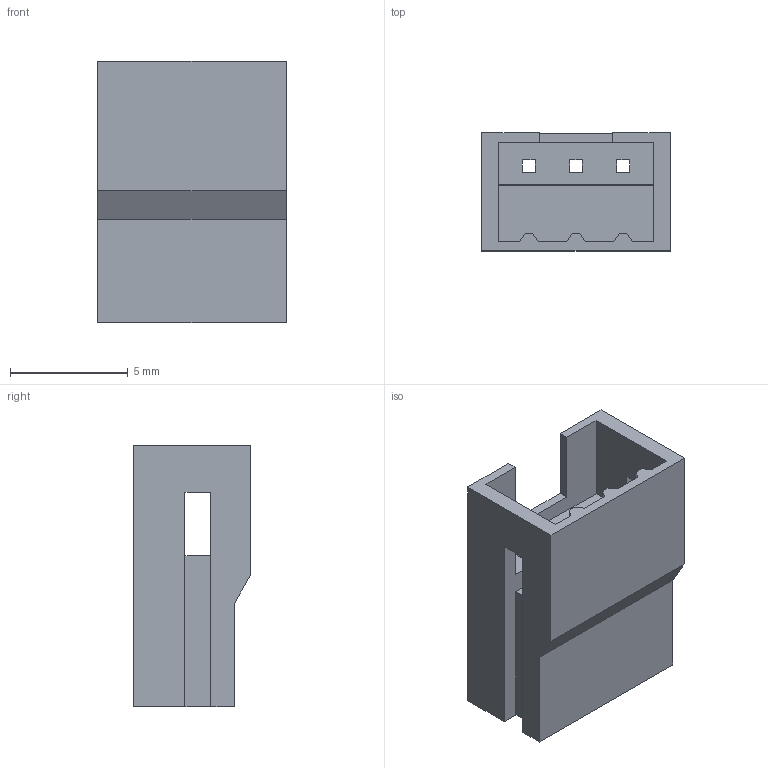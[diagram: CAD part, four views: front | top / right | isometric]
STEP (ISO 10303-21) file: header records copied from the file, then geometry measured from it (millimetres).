
FILE_DESCRIPTION(('OneSpaceDesigner STEP Export'),'2;1');
FILE_NAME('DF3-3EP-2C.stp','2008-02-06T17:41:36',(''),(''),'OneSpace Designer STEP processor for AP214 (Solid Model)','OneSpace Modeling 15.00A 14-Mar-2007 (C) CoCreate Software GmbH','');
FILE_SCHEMA(('AUTOMOTIVE_DESIGN { 1 0 10303 214 1 1 1 1 }'));
Length unit declared in the file: millimetre
Products named in the file (1): DF3-3EP-2CÈª
Bounding box: 8 x 5 x 11.1 mm (x, y, z)
Volume: 217.6 mm3; surface area: 610.4 mm2
Topology: 1 solids, 1 shells, 116 faces, 355 edges, 232 vertices
Faces by surface type: plane 116
Entity records: 3851 total; most frequent: ORIENTED_EDGE 710, CARTESIAN_POINT 688, DIRECTION 567, EDGE_CURVE 355, VECTOR 345, LINE 345, VERTEX_POINT 232, EDGE_LOOP 123
